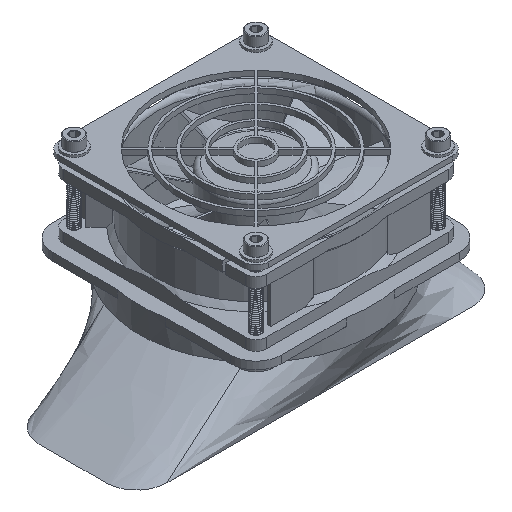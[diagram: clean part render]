
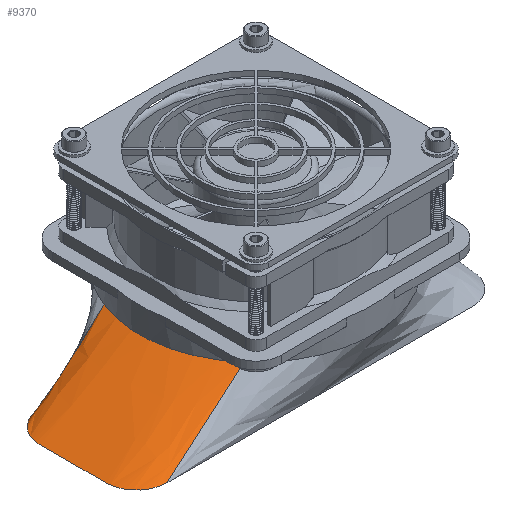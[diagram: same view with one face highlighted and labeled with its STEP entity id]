
A CAD part, isometric view. The second image highlights one B-rep face of the part: STEP entity #9370.
In plain terms, the highlighted free-form (B-spline) face has degree [3, 3] with [12, 4] control points.
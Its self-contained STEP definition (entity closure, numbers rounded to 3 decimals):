
#252=B_SPLINE_SURFACE_WITH_KNOTS('',3,3,((#26654,#26655,#26656,#26657),
(#26658,#26659,#26660,#26661),(#26662,#26663,#26664,#26665),(#26666,#26667,
#26668,#26669),(#26670,#26671,#26672,#26673),(#26674,#26675,#26676,#26677),
(#26678,#26679,#26680,#26681),(#26682,#26683,#26684,#26685),(#26686,#26687,
#26688,#26689),(#26690,#26691,#26692,#26693),(#26694,#26695,#26696,#26697),
(#26698,#26699,#26700,#26701)),.UNSPECIFIED.,.F.,.F.,.F.,(4,1,1,2,2,1,1,
4),(4,4),(0.,0.059,0.178,0.296,0.704,
0.763,0.882,1.),(0.,1.),.UNSPECIFIED.);
#1211=LINE('',#26702,#1870);
#1212=LINE('',#26703,#1871);
#1870=VECTOR('',#12746,37.312);
#1871=VECTOR('',#12747,45.176);
#2344=FACE_OUTER_BOUND('',#2900,.T.);
#2900=EDGE_LOOP('',(#8659,#8660,#8661,#8662));
#3235=CIRCLE('',#10227,46.);
#3583=B_SPLINE_CURVE_WITH_KNOTS('',3,(#26607,#26608,#26609,#26610,#26611,
#26612,#26613,#26614,#26615,#26616,#26617,#26618),.UNSPECIFIED.,.F.,.F.,
(4,1,1,2,2,1,1,4),(0.,0.059,0.178,0.296,
0.704,0.763,0.882,1.),.UNSPECIFIED.);
#4415=VERTEX_POINT('',#26103);
#4416=VERTEX_POINT('',#26105);
#4516=VERTEX_POINT('',#26605);
#4517=VERTEX_POINT('',#26606);
#5757=EDGE_CURVE('',#4416,#4415,#3235,.T.);
#5906=EDGE_CURVE('',#4516,#4517,#3583,.T.);
#5908=EDGE_CURVE('',#4415,#4516,#1211,.T.);
#5909=EDGE_CURVE('',#4416,#4517,#1212,.T.);
#8659=ORIENTED_EDGE('',*,*,#5757,.T.);
#8660=ORIENTED_EDGE('',*,*,#5908,.T.);
#8661=ORIENTED_EDGE('',*,*,#5906,.T.);
#8662=ORIENTED_EDGE('',*,*,#5909,.F.);
#9370=ADVANCED_FACE('',(#2344),#252,.F.);
#10227=AXIS2_PLACEMENT_3D('',#26106,#12455,#12456);
#12455=DIRECTION('center_axis',(0.,0.,1.));
#12456=DIRECTION('ref_axis',(1.,0.,0.));
#12746=DIRECTION('',(0.891,-0.213,0.402));
#12747=DIRECTION('',(0.912,-0.242,0.332));
#26103=CARTESIAN_POINT('',(42.77,16.934,10.));
#26105=CARTESIAN_POINT('',(34.813,-30.067,10.));
#26106=CARTESIAN_POINT('Origin',(0.,0.,10.));
#26605=CARTESIAN_POINT('',(76.,9.,25.));
#26606=CARTESIAN_POINT('',(76.,-41.,25.));
#26607=CARTESIAN_POINT('Ctrl Pts',(76.,9.,25.));
#26608=CARTESIAN_POINT('Ctrl Pts',(77.257,9.,25.));
#26609=CARTESIAN_POINT('Ctrl Pts',(81.031,8.413,25.));
#26610=CARTESIAN_POINT('Ctrl Pts',(86.371,4.538,25.));
#26611=CARTESIAN_POINT('Ctrl Pts',(88.004,-0.487,
25.));
#26612=CARTESIAN_POINT('Ctrl Pts',(87.996,-11.665,25.));
#26613=CARTESIAN_POINT('Ctrl Pts',(88.004,-20.334,25.));
#26614=CARTESIAN_POINT('Ctrl Pts',(87.999,-30.254,25.));
#26615=CARTESIAN_POINT('Ctrl Pts',(87.413,-34.029,25.));
#26616=CARTESIAN_POINT('Ctrl Pts',(83.535,-39.366,25.));
#26617=CARTESIAN_POINT('Ctrl Pts',(78.513,-41.,25.));
#26618=CARTESIAN_POINT('Ctrl Pts',(76.,-41.,25.));
#26654=CARTESIAN_POINT('Ctrl Pts',(42.77,16.934,10.));
#26655=CARTESIAN_POINT('Ctrl Pts',(53.846,14.289,15.));
#26656=CARTESIAN_POINT('Ctrl Pts',(64.923,11.645,20.));
#26657=CARTESIAN_POINT('Ctrl Pts',(76.,9.,25.));
#26658=CARTESIAN_POINT('Ctrl Pts',(43.134,16.015,10.));
#26659=CARTESIAN_POINT('Ctrl Pts',(54.507,13.675,15.));
#26660=CARTESIAN_POINT('Ctrl Pts',(65.883,11.34,20.));
#26661=CARTESIAN_POINT('Ctrl Pts',(77.257,9.,25.));
#26662=CARTESIAN_POINT('Ctrl Pts',(44.136,13.222,10.));
#26663=CARTESIAN_POINT('Ctrl Pts',(56.435,11.62,15.));
#26664=CARTESIAN_POINT('Ctrl Pts',(68.732,10.015,20.));
#26665=CARTESIAN_POINT('Ctrl Pts',(81.031,8.413,25.));
#26666=CARTESIAN_POINT('Ctrl Pts',(45.353,8.42,10.));
#26667=CARTESIAN_POINT('Ctrl Pts',(59.025,7.125,15.));
#26668=CARTESIAN_POINT('Ctrl Pts',(72.699,5.833,20.));
#26669=CARTESIAN_POINT('Ctrl Pts',(86.371,4.538,25.));
#26670=CARTESIAN_POINT('Ctrl Pts',(45.823,4.486,10.));
#26671=CARTESIAN_POINT('Ctrl Pts',(59.883,2.828,15.));
#26672=CARTESIAN_POINT('Ctrl Pts',(73.943,1.171,20.));
#26673=CARTESIAN_POINT('Ctrl Pts',(88.004,-0.487,
25.));
#26674=CARTESIAN_POINT('Ctrl Pts',(46.307,-4.297,10.));
#26675=CARTESIAN_POINT('Ctrl Pts',(60.203,-6.753,15.));
#26676=CARTESIAN_POINT('Ctrl Pts',(74.101,-9.208,20.));
#26677=CARTESIAN_POINT('Ctrl Pts',(87.996,-11.665,25.));
#26678=CARTESIAN_POINT('Ctrl Pts',(45.141,-11.184,10.));
#26679=CARTESIAN_POINT('Ctrl Pts',(59.429,-14.235,15.));
#26680=CARTESIAN_POINT('Ctrl Pts',(73.717,-17.284,20.));
#26681=CARTESIAN_POINT('Ctrl Pts',(88.004,-20.334,25.));
#26682=CARTESIAN_POINT('Ctrl Pts',(42.17,-18.404,10.));
#26683=CARTESIAN_POINT('Ctrl Pts',(57.446,-22.354,15.));
#26684=CARTESIAN_POINT('Ctrl Pts',(72.723,-26.303,20.));
#26685=CARTESIAN_POINT('Ctrl Pts',(87.999,-30.254,25.));
#26686=CARTESIAN_POINT('Ctrl Pts',(40.954,-21.111,10.));
#26687=CARTESIAN_POINT('Ctrl Pts',(56.441,-25.418,15.));
#26688=CARTESIAN_POINT('Ctrl Pts',(71.927,-29.722,20.));
#26689=CARTESIAN_POINT('Ctrl Pts',(87.413,-34.029,25.));
#26690=CARTESIAN_POINT('Ctrl Pts',(38.497,-25.411,10.));
#26691=CARTESIAN_POINT('Ctrl Pts',(53.51,-30.063,15.));
#26692=CARTESIAN_POINT('Ctrl Pts',(68.522,-34.714,20.));
#26693=CARTESIAN_POINT('Ctrl Pts',(83.535,-39.366,25.));
#26694=CARTESIAN_POINT('Ctrl Pts',(36.106,-28.571,10.));
#26695=CARTESIAN_POINT('Ctrl Pts',(50.241,-32.717,15.));
#26696=CARTESIAN_POINT('Ctrl Pts',(64.378,-36.854,20.));
#26697=CARTESIAN_POINT('Ctrl Pts',(78.513,-41.,25.));
#26698=CARTESIAN_POINT('Ctrl Pts',(34.813,-30.067,10.));
#26699=CARTESIAN_POINT('Ctrl Pts',(48.542,-33.712,15.));
#26700=CARTESIAN_POINT('Ctrl Pts',(62.271,-37.356,20.));
#26701=CARTESIAN_POINT('Ctrl Pts',(76.,-41.,25.));
#26702=CARTESIAN_POINT('',(42.77,16.934,10.));
#26703=CARTESIAN_POINT('',(34.813,-30.067,10.));
